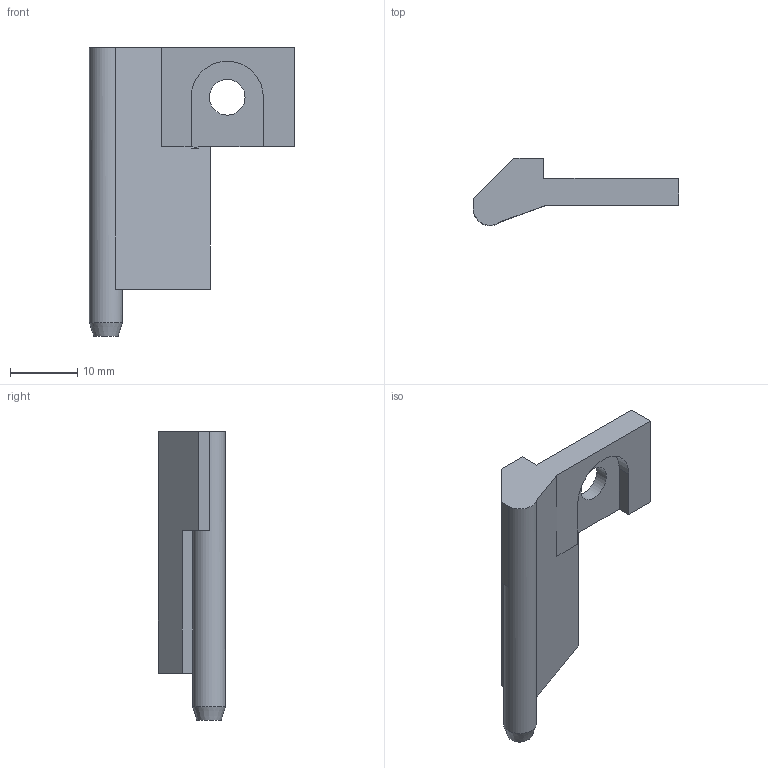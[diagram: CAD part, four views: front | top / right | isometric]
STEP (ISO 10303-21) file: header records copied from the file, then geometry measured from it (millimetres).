
FILE_DESCRIPTION(/* description */ (''),/* implementation_level */ '2;1');
FILE_NAME(/* name */ 'rambo_cover_upper_hinge.stp',/* time_stamp */ '2017-09-21T18:25:11+02:00',/* author */ (''),/* organization */ (''),/* preprocessor_version */ 'ST-DEVELOPER v16.13',/* originating_system */ 'Autodesk Translation Framework v6.1.1.50',/* authorisation */ '');
FILE_SCHEMA (('AUTOMOTIVE_DESIGN { 1 0 10303 214 3 1 1 }'));
Length unit declared in the file: millimetre
Products named in the file (1): rambo_cover_upper_hinge
Bounding box: 30.45 x 9.95 x 42.8 mm (x, y, z)
Volume: 4030 mm3; surface area: 2512.2 mm2
Topology: 1 solids, 1 shells, 25 faces, 67 edges, 44 vertices
Faces by surface type: plane 21, cylinder 3, cone 1
Full cylindrical faces by diameter (mm): 4.9 x1, 5.3 x1
Entity records: 792 total; most frequent: CARTESIAN_POINT 134, ORIENTED_EDGE 128, DIRECTION 125, EDGE_CURVE 64, LINE 55, VECTOR 55, VERTEX_POINT 44, AXIS2_PLACEMENT_3D 35
